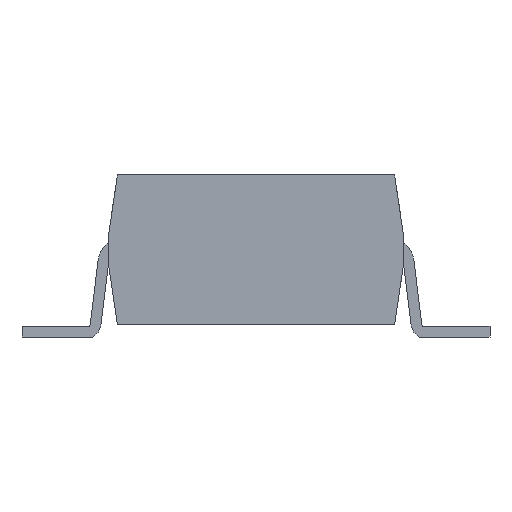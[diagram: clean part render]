
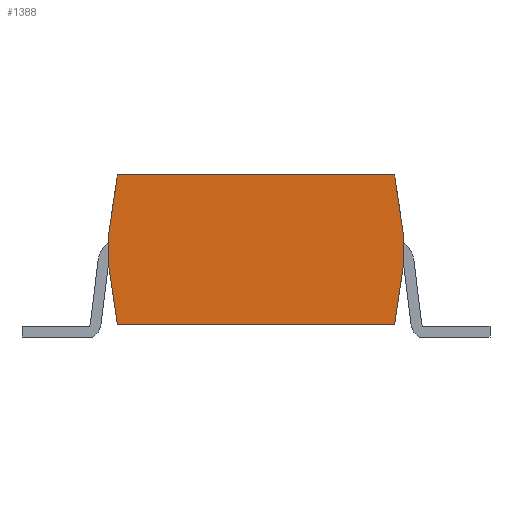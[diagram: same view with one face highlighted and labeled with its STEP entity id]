
A CAD part, left-side view. The second image highlights one B-rep face of the part: STEP entity #1388.
In plain terms, the highlighted planar face has unit normal (-1, 0, 0).
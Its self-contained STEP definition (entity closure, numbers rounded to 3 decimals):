
#8 = CARTESIAN_POINT ( 'NONE',  ( -4.255, -3.15, -0.975 ) ) ;
#36 = EDGE_LOOP ( 'NONE', ( #3113, #1575, #3465, #2575, #3015, #1267, #1669, #71 ) ) ;
#71 = ORIENTED_EDGE ( 'NONE', *, *, #2612, .T. ) ;
#72 = CARTESIAN_POINT ( 'NONE',  ( -4.255, 3.25, 0.3 ) ) ;
#213 = EDGE_CURVE ( 'NONE', #2912, #5381, #781, .T. ) ;
#265 = CARTESIAN_POINT ( 'NONE',  ( -4.255, 3.05, -1.65 ) ) ;
#397 = DIRECTION ( 'NONE',  ( 0., -1., 0. ) ) ;
#431 = LINE ( 'NONE', #3786, #4317 ) ;
#551 = VERTEX_POINT ( 'NONE', #925 ) ;
#639 = EDGE_CURVE ( 'NONE', #551, #2138, #3320, .T. ) ;
#740 = VECTOR ( 'NONE', #2639, 1000. ) ;
#781 = LINE ( 'NONE', #4944, #1052 ) ;
#818 = DIRECTION ( 'NONE',  ( 0., 0.147, 0.989 ) ) ;
#824 = VERTEX_POINT ( 'NONE', #4994 ) ;
#856 = LINE ( 'NONE', #8, #3575 ) ;
#925 = CARTESIAN_POINT ( 'NONE',  ( -4.255, -3.05, 1.65 ) ) ;
#957 = CARTESIAN_POINT ( 'NONE',  ( -4.255, 3.25, 0. ) ) ;
#980 = DIRECTION ( 'NONE',  ( 0., -0.147, 0.989 ) ) ;
#1036 = CARTESIAN_POINT ( 'NONE',  ( -4.255, -3.05, -1.65 ) ) ;
#1052 = VECTOR ( 'NONE', #397, 1000. ) ;
#1084 = VECTOR ( 'NONE', #980, 1000. ) ;
#1267 = ORIENTED_EDGE ( 'NONE', *, *, #1974, .T. ) ;
#1290 = VECTOR ( 'NONE', #3943, 1000. ) ;
#1383 = VERTEX_POINT ( 'NONE', #2690 ) ;
#1388 = ADVANCED_FACE ( 'NONE', ( #1749 ), #3481, .T. ) ;
#1575 = ORIENTED_EDGE ( 'NONE', *, *, #4647, .T. ) ;
#1669 = ORIENTED_EDGE ( 'NONE', *, *, #639, .F. ) ;
#1749 = FACE_OUTER_BOUND ( 'NONE', #36, .T. ) ;
#1786 = AXIS2_PLACEMENT_3D ( 'NONE', #4809, #3900, #4393 ) ;
#1818 = LINE ( 'NONE', #3149, #740 ) ;
#1974 = EDGE_CURVE ( 'NONE', #3235, #2138, #1818, .T. ) ;
#2111 = EDGE_CURVE ( 'NONE', #3235, #5381, #856, .T. ) ;
#2138 = VERTEX_POINT ( 'NONE', #2992 ) ;
#2427 = VECTOR ( 'NONE', #4056, 1000. ) ;
#2575 = ORIENTED_EDGE ( 'NONE', *, *, #213, .T. ) ;
#2588 = CARTESIAN_POINT ( 'NONE',  ( -4.255, -3.25, -0.3 ) ) ;
#2612 = EDGE_CURVE ( 'NONE', #551, #824, #5183, .T. ) ;
#2639 = DIRECTION ( 'NONE',  ( 0., 0., 1. ) ) ;
#2673 = LINE ( 'NONE', #957, #1290 ) ;
#2690 = CARTESIAN_POINT ( 'NONE',  ( -4.255, 3.25, -0.3 ) ) ;
#2912 = VERTEX_POINT ( 'NONE', #265 ) ;
#2992 = CARTESIAN_POINT ( 'NONE',  ( -4.255, -3.25, 0.3 ) ) ;
#3015 = ORIENTED_EDGE ( 'NONE', *, *, #2111, .F. ) ;
#3113 = ORIENTED_EDGE ( 'NONE', *, *, #3236, .F. ) ;
#3149 = CARTESIAN_POINT ( 'NONE',  ( -4.255, -3.25, 0. ) ) ;
#3235 = VERTEX_POINT ( 'NONE', #2588 ) ;
#3236 = EDGE_CURVE ( 'NONE', #4417, #824, #3882, .T. ) ;
#3320 = LINE ( 'NONE', #4231, #5299 ) ;
#3465 = ORIENTED_EDGE ( 'NONE', *, *, #4789, .F. ) ;
#3481 = PLANE ( 'NONE',  #1786 ) ;
#3517 = CARTESIAN_POINT ( 'NONE',  ( -4.255, 3.15, 0.975 ) ) ;
#3575 = VECTOR ( 'NONE', #4249, 1000. ) ;
#3786 = CARTESIAN_POINT ( 'NONE',  ( -4.255, 3.15, -0.975 ) ) ;
#3882 = LINE ( 'NONE', #3517, #1084 ) ;
#3900 = DIRECTION ( 'NONE',  ( -1., 0., 0. ) ) ;
#3943 = DIRECTION ( 'NONE',  ( 0., 0., -1. ) ) ;
#4056 = DIRECTION ( 'NONE',  ( 0., 1., 0. ) ) ;
#4231 = CARTESIAN_POINT ( 'NONE',  ( -4.255, -3.15, 0.975 ) ) ;
#4249 = DIRECTION ( 'NONE',  ( 0., 0.147, -0.989 ) ) ;
#4317 = VECTOR ( 'NONE', #818, 1000. ) ;
#4393 = DIRECTION ( 'NONE',  ( 0., 0., 1. ) ) ;
#4417 = VERTEX_POINT ( 'NONE', #72 ) ;
#4505 = CARTESIAN_POINT ( 'NONE',  ( -4.255, 3.25, 1.65 ) ) ;
#4647 = EDGE_CURVE ( 'NONE', #4417, #1383, #2673, .T. ) ;
#4789 = EDGE_CURVE ( 'NONE', #2912, #1383, #431, .T. ) ;
#4809 = CARTESIAN_POINT ( 'NONE',  ( -4.255, 3.25, 0. ) ) ;
#4944 = CARTESIAN_POINT ( 'NONE',  ( -4.255, 0., -1.65 ) ) ;
#4994 = CARTESIAN_POINT ( 'NONE',  ( -4.255, 3.05, 1.65 ) ) ;
#5032 = DIRECTION ( 'NONE',  ( 0., -0.147, -0.989 ) ) ;
#5183 = LINE ( 'NONE', #4505, #2427 ) ;
#5299 = VECTOR ( 'NONE', #5032, 1000. ) ;
#5381 = VERTEX_POINT ( 'NONE', #1036 ) ;
